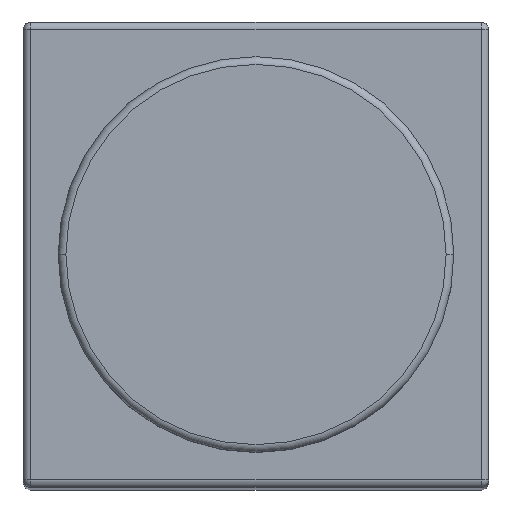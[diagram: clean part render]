
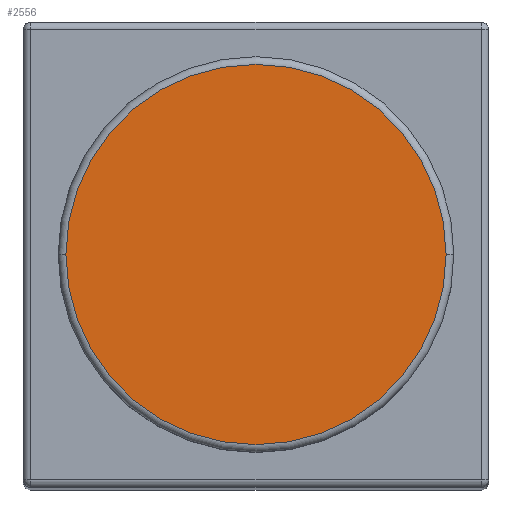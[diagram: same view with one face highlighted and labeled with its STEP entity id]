
A CAD part, top view. The second image highlights one B-rep face of the part: STEP entity #2556.
In plain terms, the highlighted planar face has unit normal (0, 0, 1).
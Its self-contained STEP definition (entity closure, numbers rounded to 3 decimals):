
#726=CARTESIAN_POINT('',(0.,15.,100.));
#727=DIRECTION('',(0.,0.,1.));
#728=DIRECTION('',(-1.,0.,0.));
#729=AXIS2_PLACEMENT_3D('',#726,#727,#728);
#734=CARTESIAN_POINT('',(0.,15.,100.));
#735=DIRECTION('',(0.,0.,1.));
#736=DIRECTION('',(1.,0.,0.));
#737=AXIS2_PLACEMENT_3D('',#734,#735,#736);
#2052=CARTESIAN_POINT('',(-12.25,15.,100.));
#2053=CARTESIAN_POINT('',(12.25,15.,100.));
#2054=VERTEX_POINT('',#2052);
#2055=VERTEX_POINT('',#2053);
#2546=CARTESIAN_POINT('',(15.,0.,100.));
#2547=DIRECTION('',(0.,0.,-1.));
#2548=DIRECTION('',(-1.,0.,0.));
#2549=AXIS2_PLACEMENT_3D('',#2546,#2547,#2548);
#2550=PLANE('',#2549);
#2552=ORIENTED_EDGE('',*,*,#2551,.F.);
#2553=ORIENTED_EDGE('',*,*,#2536,.F.);
#2554=EDGE_LOOP('',(#2552,#2553));
#2555=FACE_OUTER_BOUND('',#2554,.F.);
#2556=ADVANCED_FACE('',(#2555),#2550,.F.);
#730=CIRCLE('',#729,12.25);
#738=CIRCLE('',#737,12.25);
#2536=EDGE_CURVE('',#2055,#2054,#738,.T.);
#2551=EDGE_CURVE('',#2054,#2055,#730,.T.);
